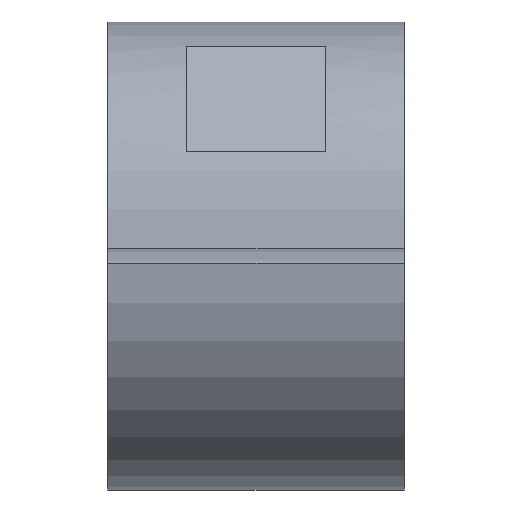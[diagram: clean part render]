
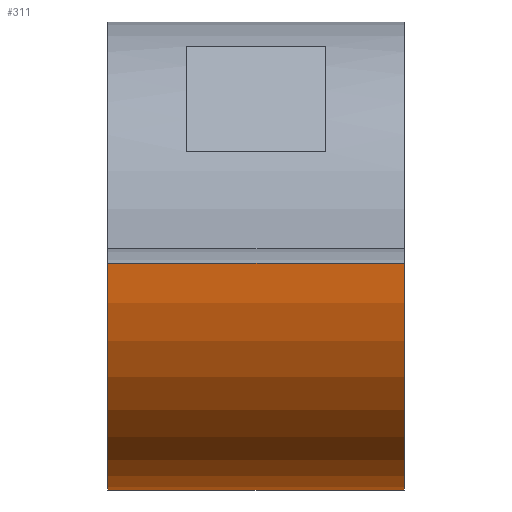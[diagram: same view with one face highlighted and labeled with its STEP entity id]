
A CAD part, left-side view. The second image highlights one B-rep face of the part: STEP entity #311.
In plain terms, the highlighted cylindrical face has radius 15.875 mm (diameter 31.75 mm), a partial arc.
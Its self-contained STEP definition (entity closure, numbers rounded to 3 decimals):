
#10 = EDGE_CURVE ( 'NONE', #453, #640, #413, .T. ) ;
#11 = CARTESIAN_POINT ( 'NONE',  ( 0., 10.071, 0. ) ) ;
#17 = DIRECTION ( 'NONE',  ( 0., 1., 0. ) ) ;
#22 = DIRECTION ( 'NONE',  ( 0., 0., 1. ) ) ;
#26 = ORIENTED_EDGE ( 'NONE', *, *, #10, .F. ) ;
#29 = EDGE_CURVE ( 'NONE', #380, #148, #591, .T. ) ;
#34 = CYLINDRICAL_SURFACE ( 'NONE', #62, 15.875 ) ;
#37 = CARTESIAN_POINT ( 'NONE',  ( 0., -10.071, 0. ) ) ;
#40 = DIRECTION ( 'NONE',  ( 0., 1., 0. ) ) ;
#42 = DIRECTION ( 'NONE',  ( 0., 0., 1. ) ) ;
#43 = CARTESIAN_POINT ( 'NONE',  ( -15.867, 10.071, -0.508 ) ) ;
#62 = AXIS2_PLACEMENT_3D ( 'NONE', #170, #438, #342 ) ;
#80 = LINE ( 'NONE', #296, #540 ) ;
#106 = ORIENTED_EDGE ( 'NONE', *, *, #211, .T. ) ;
#118 = DIRECTION ( 'NONE',  ( 0., 1., 0. ) ) ;
#125 = EDGE_CURVE ( 'NONE', #380, #453, #257, .T. ) ;
#148 = VERTEX_POINT ( 'NONE', #199 ) ;
#168 = AXIS2_PLACEMENT_3D ( 'NONE', #37, #40, #42 ) ;
#170 = CARTESIAN_POINT ( 'NONE',  ( 0., -10.071, 0. ) ) ;
#176 = AXIS2_PLACEMENT_3D ( 'NONE', #11, #17, #22 ) ;
#196 = CARTESIAN_POINT ( 'NONE',  ( 0., -10.071, -15.875 ) ) ;
#199 = CARTESIAN_POINT ( 'NONE',  ( -15.867, -10.071, -0.508 ) ) ;
#204 = ORIENTED_EDGE ( 'NONE', *, *, #29, .T. ) ;
#211 = EDGE_CURVE ( 'NONE', #148, #640, #80, .T. ) ;
#216 = DIRECTION ( 'NONE',  ( 0., 1., 0. ) ) ;
#257 = LINE ( 'NONE', #196, #581 ) ;
#269 = EDGE_LOOP ( 'NONE', ( #280, #204, #106, #26 ) ) ;
#280 = ORIENTED_EDGE ( 'NONE', *, *, #125, .F. ) ;
#296 = CARTESIAN_POINT ( 'NONE',  ( -15.867, -10.071, -0.508 ) ) ;
#311 = ADVANCED_FACE ( 'NONE', ( #419 ), #34, .T. ) ;
#313 = CARTESIAN_POINT ( 'NONE',  ( 0., 10.071, -15.875 ) ) ;
#342 = DIRECTION ( 'NONE',  ( 0., 0., 1. ) ) ;
#380 = VERTEX_POINT ( 'NONE', #486 ) ;
#413 = CIRCLE ( 'NONE', #176, 15.875 ) ;
#419 = FACE_OUTER_BOUND ( 'NONE', #269, .T. ) ;
#438 = DIRECTION ( 'NONE',  ( 0., 1., 0. ) ) ;
#453 = VERTEX_POINT ( 'NONE', #313 ) ;
#486 = CARTESIAN_POINT ( 'NONE',  ( 0., -10.071, -15.875 ) ) ;
#540 = VECTOR ( 'NONE', #118, 1000. ) ;
#581 = VECTOR ( 'NONE', #216, 1000. ) ;
#591 = CIRCLE ( 'NONE', #168, 15.875 ) ;
#640 = VERTEX_POINT ( 'NONE', #43 ) ;
